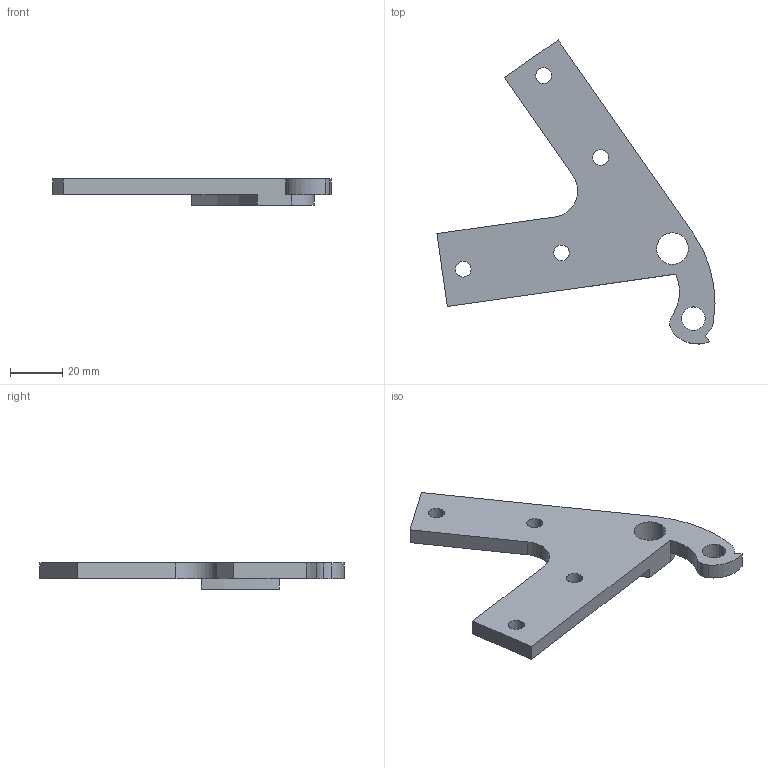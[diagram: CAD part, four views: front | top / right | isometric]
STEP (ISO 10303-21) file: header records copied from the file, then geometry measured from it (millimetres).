
FILE_DESCRIPTION (( 'STEP AP203' ), '1' );
FILE_NAME ('Patte arriere droite.STEP', '2020-08-28T07:12:45', ( '' ), ( '' ), 'SwSTEP 2.0', 'SolidWorks 2018', '' );
FILE_SCHEMA (( 'CONFIG_CONTROL_DESIGN' ));
Length unit declared in the file: millimetre
Products named in the file (1): Patte arriere droite
Bounding box: 105.98 x 115.89 x 10 mm (x, y, z)
Volume: 30089 mm3; surface area: 13180.2 mm2
Topology: 1 solids, 1 shells, 34 faces, 92 edges, 60 vertices
Faces by surface type: cylinder 21, plane 12, bspline 1
Entity records: 1190 total; most frequent: DIRECTION 201, CARTESIAN_POINT 196, ORIENTED_EDGE 184, EDGE_CURVE 92, AXIS2_PLACEMENT_3D 77, VERTEX_POINT 60, VECTOR 47, LINE 47
